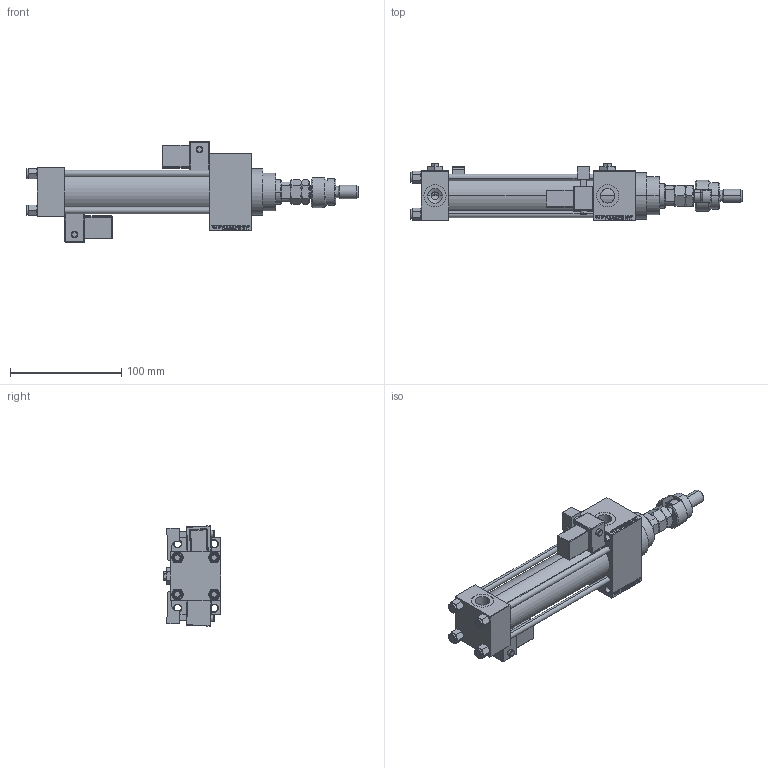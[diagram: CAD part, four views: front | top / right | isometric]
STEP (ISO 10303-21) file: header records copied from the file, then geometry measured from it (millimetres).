
FILE_DESCRIPTION (( 'STEP AP203' ), '1' );
FILE_NAME ('6e9b.STEP', '2022-04-14T09:44:59', ( '' ), ( '' ), 'SwSTEP 2.0', 'SolidWorks 2019', '' );
FILE_SCHEMA (( 'CONFIG_CONTROL_DESIGN' ));
Length unit declared in the file: millimetre
Products named in the file (11): DFA 6c3fa1fbd088b15fe5d8046ff59c88c4; FEMALE_PART_FOR_DFA 6c3fa1fbd088b15fe5d8046ff59c88c4; V215_VC_A 6c3fa1fbd088b15fe5d8046ff59c88c4; V215CR_D_Body 6c3fa1fbd088b15fe5d8046ff59c88c4; V215CR_VCP_D 6c3fa1fbd088b15fe5d8046ff59c88c4; 6e9b; NUT_M5_D 6c3fa1fbd088b15fe5d8046ff59c88c4; Zatka_pro_OIL_PORT 6c3fa1fbd088b15fe5d8046ff59c88c4; V215CR_MSU 6c3fa1fbd088b15fe5d8046ff59c88c4; MFA 6c3fa1fbd088b15fe5d8046ff59c88c4; V215CR_D_TYCINKA 6c3fa1fbd088b15fe5d8046ff59c88c4
Assembly tree (18 placements, depth 3):
  6e9b
    V215CR_D_Body 6c3fa1fbd088b15fe5d8046ff59c88c4
    V215CR_VCP_D 6c3fa1fbd088b15fe5d8046ff59c88c4
    NUT_M5_D 6c3fa1fbd088b15fe5d8046ff59c88c4  x4
    V215CR_D_TYCINKA 6c3fa1fbd088b15fe5d8046ff59c88c4  x4
    V215_VC_A 6c3fa1fbd088b15fe5d8046ff59c88c4
    DFA 6c3fa1fbd088b15fe5d8046ff59c88c4
      FEMALE_PART_FOR_DFA 6c3fa1fbd088b15fe5d8046ff59c88c4
      MFA 6c3fa1fbd088b15fe5d8046ff59c88c4
    V215CR_MSU 6c3fa1fbd088b15fe5d8046ff59c88c4  x2
    Zatka_pro_OIL_PORT 6c3fa1fbd088b15fe5d8046ff59c88c4  x2
Bounding box: 299 x 52 x 90.31 mm (x, y, z)
Volume: 366010.3 mm3; surface area: 129899.8 mm2
Topology: 17 solids, 17 shells, 1446 faces, 3529 edges, 2220 vertices
Faces by surface type: plane 632, bspline 368, cone 226, cylinder 172, torus 24, sphere 24
Entity records: 54243 total; most frequent: CARTESIAN_POINT 26736, ORIENTED_EDGE 5964, DIRECTION 4214, EDGE_CURVE 2982, VERTEX_POINT 1918, LINE 1714, VECTOR 1714, EDGE_LOOP 1350
